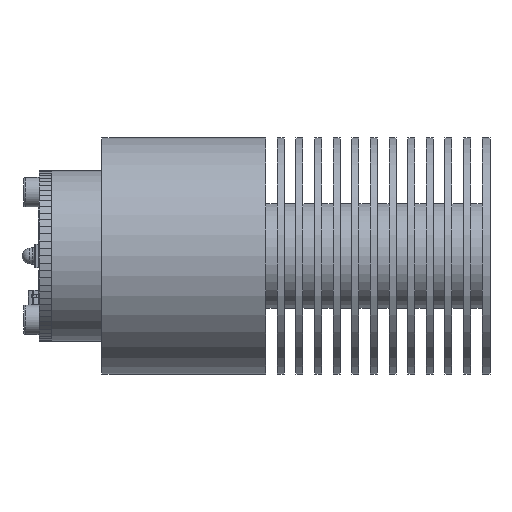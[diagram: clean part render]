
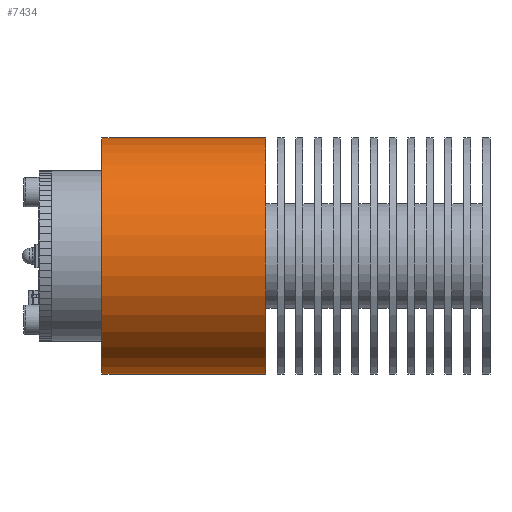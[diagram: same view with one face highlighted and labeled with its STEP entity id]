
A CAD part, top view. The second image highlights one B-rep face of the part: STEP entity #7434.
In plain terms, the highlighted cylindrical face has radius 15.25 mm (diameter 30.5 mm), a full revolution.
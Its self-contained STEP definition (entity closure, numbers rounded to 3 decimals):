
#495=CIRCLE('',#7966,15.25);
#496=CIRCLE('',#7967,15.25);
#698=FACE_OUTER_BOUND('',#1139,.T.);
#1139=EDGE_LOOP('',(#4929,#4930,#4931,#4932,#4933,#4934,#4935,#4936));
#1635=LINE('',#10859,#2373);
#1636=LINE('',#10861,#2374);
#2373=VECTOR('',#8748,15.25);
#2374=VECTOR('',#8749,15.25);
#3081=B_SPLINE_CURVE_WITH_KNOTS('',3,(#10610,#10611,#10612,#10613,#10614,
#10615,#10616,#10617,#10618,#10619,#10620,#10621,#10622,#10623,#10624,#10625,
#10626,#10627,#10628),.UNSPECIFIED.,.F.,.F.,(4,2,2,2,3,2,2,2,4),(-0.529,
-0.397,-0.265,-0.132,0.,0.132,
0.265,0.397,0.529),.UNSPECIFIED.);
#3082=B_SPLINE_CURVE_WITH_KNOTS('',3,(#10629,#10630,#10631,#10632,#10633,
#10634,#10635,#10636,#10637,#10638,#10639,#10640,#10641,#10642,#10643,#10644,
#10645,#10646),.UNSPECIFIED.,.F.,.F.,(4,2,2,2,2,2,2,2,4),(0.529,
0.662,0.794,0.926,1.059,
1.191,1.324,1.456,1.588),
 .UNSPECIFIED.);
#3124=VERTEX_POINT('',#10608);
#3125=VERTEX_POINT('',#10609);
#3184=VERTEX_POINT('',#10857);
#3185=VERTEX_POINT('',#10860);
#3788=EDGE_CURVE('',#3124,#3125,#3081,.T.);
#3789=EDGE_CURVE('',#3125,#3124,#3082,.T.);
#3878=EDGE_CURVE('',#3184,#3184,#495,.T.);
#3879=EDGE_CURVE('',#3184,#3124,#1635,.T.);
#3880=EDGE_CURVE('',#3125,#3185,#1636,.T.);
#3881=EDGE_CURVE('',#3185,#3185,#496,.T.);
#4929=ORIENTED_EDGE('',*,*,#3878,.F.);
#4930=ORIENTED_EDGE('',*,*,#3879,.T.);
#4931=ORIENTED_EDGE('',*,*,#3789,.F.);
#4932=ORIENTED_EDGE('',*,*,#3880,.T.);
#4933=ORIENTED_EDGE('',*,*,#3881,.T.);
#4934=ORIENTED_EDGE('',*,*,#3880,.F.);
#4935=ORIENTED_EDGE('',*,*,#3788,.F.);
#4936=ORIENTED_EDGE('',*,*,#3879,.F.);
#6874=CYLINDRICAL_SURFACE('',#7965,15.25);
#7434=ADVANCED_FACE('',(#698),#6874,.T.);
#7965=AXIS2_PLACEMENT_3D('',#10856,#8744,#8745);
#7966=AXIS2_PLACEMENT_3D('',#10858,#8746,#8747);
#7967=AXIS2_PLACEMENT_3D('',#10862,#8750,#8751);
#8744=DIRECTION('center_axis',(-1.,0.,0.));
#8745=DIRECTION('ref_axis',(0.,0.,1.));
#8746=DIRECTION('center_axis',(-1.,0.,0.));
#8747=DIRECTION('ref_axis',(0.,0.,1.));
#8748=DIRECTION('',(1.,0.,0.));
#8749=DIRECTION('',(1.,0.,0.));
#8750=DIRECTION('center_axis',(-1.,0.,0.));
#8751=DIRECTION('ref_axis',(0.,0.,1.));
#10608=CARTESIAN_POINT('',(-38.5,0.,-15.25));
#10609=CARTESIAN_POINT('',(-31.5,0.,-15.25));
#10610=CARTESIAN_POINT('Ctrl Pts',(-38.5,0.,-15.25));
#10611=CARTESIAN_POINT('Ctrl Pts',(-38.5,0.441,-15.25));
#10612=CARTESIAN_POINT('Ctrl Pts',(-38.412,0.911,
-15.229));
#10613=CARTESIAN_POINT('Ctrl Pts',(-38.054,1.773,-15.153));
#10614=CARTESIAN_POINT('Ctrl Pts',(-37.785,2.165,-15.099));
#10615=CARTESIAN_POINT('Ctrl Pts',(-37.165,2.785,-14.997));
#10616=CARTESIAN_POINT('Ctrl Pts',(-36.772,3.054,-14.942));
#10617=CARTESIAN_POINT('Ctrl Pts',(-35.911,3.412,-14.865));
#10618=CARTESIAN_POINT('Ctrl Pts',(-35.441,3.5,-14.843));
#10619=CARTESIAN_POINT('Ctrl Pts',(-35.,3.5,-14.843));
#10620=CARTESIAN_POINT('Ctrl Pts',(-34.559,3.5,-14.843));
#10621=CARTESIAN_POINT('Ctrl Pts',(-34.089,3.412,-14.865));
#10622=CARTESIAN_POINT('Ctrl Pts',(-33.228,3.054,-14.942));
#10623=CARTESIAN_POINT('Ctrl Pts',(-32.835,2.785,-14.997));
#10624=CARTESIAN_POINT('Ctrl Pts',(-32.215,2.165,-15.099));
#10625=CARTESIAN_POINT('Ctrl Pts',(-31.946,1.773,-15.153));
#10626=CARTESIAN_POINT('Ctrl Pts',(-31.588,0.911,
-15.229));
#10627=CARTESIAN_POINT('Ctrl Pts',(-31.5,0.441,-15.25));
#10628=CARTESIAN_POINT('Ctrl Pts',(-31.5,0.,-15.25));
#10629=CARTESIAN_POINT('Ctrl Pts',(-31.5,0.,-15.25));
#10630=CARTESIAN_POINT('Ctrl Pts',(-31.5,-0.441,-15.25));
#10631=CARTESIAN_POINT('Ctrl Pts',(-31.588,-0.911,
-15.229));
#10632=CARTESIAN_POINT('Ctrl Pts',(-31.946,-1.773,
-15.153));
#10633=CARTESIAN_POINT('Ctrl Pts',(-32.215,-2.165,
-15.099));
#10634=CARTESIAN_POINT('Ctrl Pts',(-32.835,-2.785,
-14.997));
#10635=CARTESIAN_POINT('Ctrl Pts',(-33.228,-3.054,
-14.942));
#10636=CARTESIAN_POINT('Ctrl Pts',(-34.089,-3.412,-14.865));
#10637=CARTESIAN_POINT('Ctrl Pts',(-34.559,-3.5,-14.843));
#10638=CARTESIAN_POINT('Ctrl Pts',(-35.441,-3.5,-14.843));
#10639=CARTESIAN_POINT('Ctrl Pts',(-35.911,-3.412,
-14.865));
#10640=CARTESIAN_POINT('Ctrl Pts',(-36.772,-3.054,
-14.942));
#10641=CARTESIAN_POINT('Ctrl Pts',(-37.165,-2.785,
-14.997));
#10642=CARTESIAN_POINT('Ctrl Pts',(-37.785,-2.165,
-15.099));
#10643=CARTESIAN_POINT('Ctrl Pts',(-38.054,-1.773,
-15.153));
#10644=CARTESIAN_POINT('Ctrl Pts',(-38.412,-0.911,
-15.229));
#10645=CARTESIAN_POINT('Ctrl Pts',(-38.5,-0.441,-15.25));
#10646=CARTESIAN_POINT('Ctrl Pts',(-38.5,0.,-15.25));
#10856=CARTESIAN_POINT('Origin',(-60.506,0.,0.));
#10857=CARTESIAN_POINT('',(-50.,0.,-15.25));
#10858=CARTESIAN_POINT('Origin',(-50.,0.,0.));
#10859=CARTESIAN_POINT('',(-60.506,0.,-15.25));
#10860=CARTESIAN_POINT('',(-28.9,0.,-15.25));
#10861=CARTESIAN_POINT('',(-60.506,0.,-15.25));
#10862=CARTESIAN_POINT('Origin',(-28.9,0.,0.));
